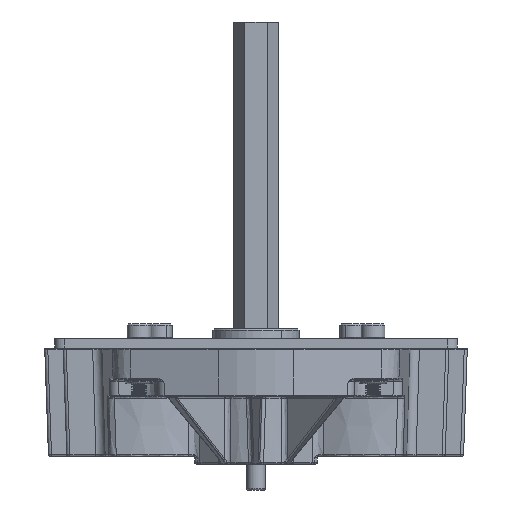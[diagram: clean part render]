
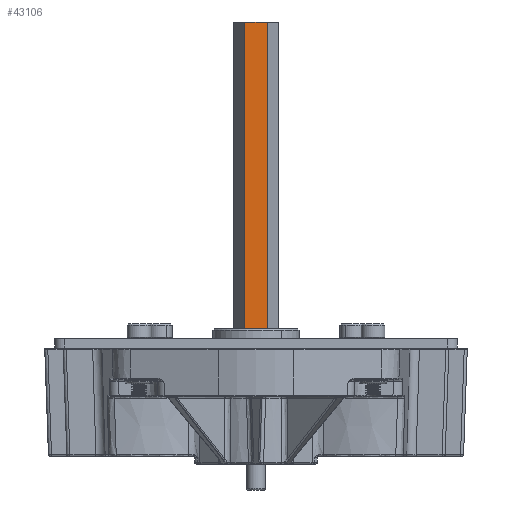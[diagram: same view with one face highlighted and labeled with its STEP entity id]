
A CAD part, front view. The second image highlights one B-rep face of the part: STEP entity #43106.
In plain terms, the highlighted planar face has unit normal (0, -1, 0).
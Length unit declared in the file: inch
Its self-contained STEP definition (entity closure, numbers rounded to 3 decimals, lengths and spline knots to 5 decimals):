
#1698 = EDGE_CURVE ( 'NONE', #14661, #46811, #68695, .T. ) ;
#3326 = EDGE_CURVE ( 'NONE', #13312, #46811, #42559, .T. ) ;
#3786 = DIRECTION ( 'NONE',  ( -1., 0., 0. ) ) ;
#4086 = DIRECTION ( 'NONE',  ( 0., 0., 1. ) ) ;
#9359 = VERTEX_POINT ( 'NONE', #51056 ) ;
#9850 = CARTESIAN_POINT ( 'NONE',  ( 0.805, -0.25, 0.14434 ) ) ;
#10634 = ORIENTED_EDGE ( 'NONE', *, *, #31581, .F. ) ;
#10848 = CARTESIAN_POINT ( 'NONE',  ( 5.5995, -0.25, 0.14434 ) ) ;
#13078 = ORIENTED_EDGE ( 'NONE', *, *, #3326, .F. ) ;
#13312 = VERTEX_POINT ( 'NONE', #66726 ) ;
#14260 = DIRECTION ( 'NONE',  ( 0., 1., 0. ) ) ;
#14661 = VERTEX_POINT ( 'NONE', #28114 ) ;
#15777 = CARTESIAN_POINT ( 'NONE',  ( 5.5995, -0.25, 0.14434 ) ) ;
#16852 = DIRECTION ( 'NONE',  ( 0., 0., -1. ) ) ;
#21950 = ORIENTED_EDGE ( 'NONE', *, *, #1698, .T. ) ;
#22882 = LINE ( 'NONE', #10848, #27694 ) ;
#25910 = CARTESIAN_POINT ( 'NONE',  ( 5.5995, -0.25, -0.14434 ) ) ;
#26899 = AXIS2_PLACEMENT_3D ( 'NONE', #42954, #14260, #4086 ) ;
#27694 = VECTOR ( 'NONE', #16852, 39.37008 ) ;
#28114 = CARTESIAN_POINT ( 'NONE',  ( 0.805, -0.25, 0.14434 ) ) ;
#31581 = EDGE_CURVE ( 'NONE', #9359, #13312, #22882, .T. ) ;
#33479 = ORIENTED_EDGE ( 'NONE', *, *, #67376, .T. ) ;
#36887 = DIRECTION ( 'NONE',  ( -1., 0., 0. ) ) ;
#40474 = VECTOR ( 'NONE', #69079, 39.37008 ) ;
#42559 = LINE ( 'NONE', #25910, #70743 ) ;
#42954 = CARTESIAN_POINT ( 'NONE',  ( 5.5995, -0.25, 0.14434 ) ) ;
#43106 = ADVANCED_FACE ( 'NONE', ( #61409 ), #43322, .F. ) ;
#43322 = PLANE ( 'NONE',  #26899 ) ;
#43782 = EDGE_LOOP ( 'NONE', ( #21950, #13078, #10634, #33479 ) ) ;
#44846 = LINE ( 'NONE', #15777, #61497 ) ;
#46811 = VERTEX_POINT ( 'NONE', #70551 ) ;
#51056 = CARTESIAN_POINT ( 'NONE',  ( 5.5995, -0.25, 0.14434 ) ) ;
#61409 = FACE_OUTER_BOUND ( 'NONE', #43782, .T. ) ;
#61497 = VECTOR ( 'NONE', #3786, 39.37008 ) ;
#66726 = CARTESIAN_POINT ( 'NONE',  ( 5.5995, -0.25, -0.14434 ) ) ;
#67376 = EDGE_CURVE ( 'NONE', #9359, #14661, #44846, .T. ) ;
#68695 = LINE ( 'NONE', #9850, #40474 ) ;
#69079 = DIRECTION ( 'NONE',  ( 0., 0., -1. ) ) ;
#70551 = CARTESIAN_POINT ( 'NONE',  ( 0.805, -0.25, -0.14434 ) ) ;
#70743 = VECTOR ( 'NONE', #36887, 39.37008 ) ;
